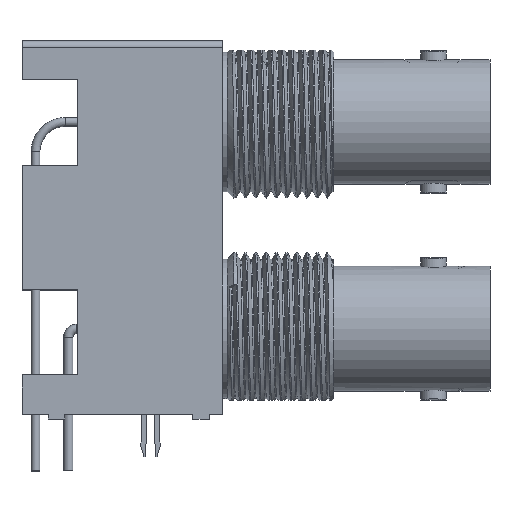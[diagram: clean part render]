
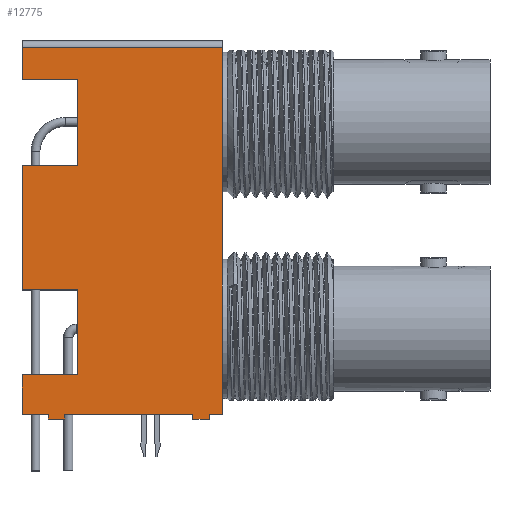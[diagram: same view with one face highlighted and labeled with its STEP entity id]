
A CAD part, top view. The second image highlights one B-rep face of the part: STEP entity #12775.
In plain terms, the highlighted planar face has unit normal (0, 0, 1).
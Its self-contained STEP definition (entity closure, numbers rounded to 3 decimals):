
#5=DIRECTION('',(0.,-1.,0.));
#6=VECTOR('',#5,3.048);
#7=CARTESIAN_POINT('',(0.,-11.392,7.2));
#8=LINE('',#7,#6);
#29=DIRECTION('',(1.,0.,0.));
#30=VECTOR('',#29,2.032);
#31=CARTESIAN_POINT('',(0.,-14.44,7.2));
#32=LINE('',#31,#30);
#45=DIRECTION('',(1.,0.,0.));
#46=VECTOR('',#45,9.912);
#47=CARTESIAN_POINT('',(3.302,-14.44,7.2));
#48=LINE('',#47,#46);
#61=DIRECTION('',(1.,0.,0.));
#62=VECTOR('',#61,1.016);
#63=CARTESIAN_POINT('',(14.484,-14.44,7.2));
#64=LINE('',#63,#62);
#267=DIRECTION('',(0.,-1.,0.));
#268=VECTOR('',#267,28.372);
#269=CARTESIAN_POINT('',(15.5,13.932,7.2));
#270=LINE('',#269,#268);
#295=DIRECTION('',(0.,-1.,0.));
#296=VECTOR('',#295,0.371);
#297=CARTESIAN_POINT('',(14.484,-14.44,7.2));
#298=LINE('',#297,#296);
#299=DIRECTION('',(0.,-1.,0.));
#300=VECTOR('',#299,0.371);
#301=CARTESIAN_POINT('',(3.302,-14.44,7.2));
#302=LINE('',#301,#300);
#303=DIRECTION('',(1.,0.,0.));
#304=VECTOR('',#303,4.318);
#305=CARTESIAN_POINT('',(0.,-11.392,7.2));
#306=LINE('',#305,#304);
#307=DIRECTION('',(0.,1.,0.));
#308=VECTOR('',#307,6.579);
#309=CARTESIAN_POINT('',(4.318,-11.392,7.2));
#310=LINE('',#309,#308);
#311=DIRECTION('',(1.,0.,0.));
#312=VECTOR('',#311,4.318);
#313=CARTESIAN_POINT('',(0.,-4.813,7.2));
#314=LINE('',#313,#312);
#315=DIRECTION('',(1.,0.,0.));
#316=VECTOR('',#315,4.318);
#317=CARTESIAN_POINT('',(0.,4.813,7.2));
#318=LINE('',#317,#316);
#319=DIRECTION('',(0.,1.,0.));
#320=VECTOR('',#319,6.629);
#321=CARTESIAN_POINT('',(4.318,4.813,7.2));
#322=LINE('',#321,#320);
#323=DIRECTION('',(1.,0.,0.));
#324=VECTOR('',#323,4.318);
#325=CARTESIAN_POINT('',(0.,11.443,7.2));
#326=LINE('',#325,#324);
#327=DIRECTION('',(1.,0.,0.));
#328=VECTOR('',#327,15.5);
#329=CARTESIAN_POINT('',(0.,13.932,7.2));
#330=LINE('',#329,#328);
#349=DIRECTION('',(0.,-1.,0.));
#350=VECTOR('',#349,2.489);
#351=CARTESIAN_POINT('',(0.,13.932,7.2));
#352=LINE('',#351,#350);
#417=DIRECTION('',(0.,-1.,0.));
#418=VECTOR('',#417,9.627);
#419=CARTESIAN_POINT('',(0.,4.813,7.2));
#420=LINE('',#419,#418);
#1079=DIRECTION('',(0.,-1.,0.));
#1080=VECTOR('',#1079,0.371);
#1081=CARTESIAN_POINT('',(13.214,-14.44,7.2));
#1082=LINE('',#1081,#1080);
#1083=DIRECTION('',(-1.,0.,0.));
#1084=VECTOR('',#1083,1.27);
#1085=CARTESIAN_POINT('',(14.484,-14.811,7.2));
#1086=LINE('',#1085,#1084);
#1107=DIRECTION('',(0.,-1.,0.));
#1108=VECTOR('',#1107,0.371);
#1109=CARTESIAN_POINT('',(2.032,-14.44,7.2));
#1110=LINE('',#1109,#1108);
#1111=DIRECTION('',(-1.,0.,0.));
#1112=VECTOR('',#1111,1.27);
#1113=CARTESIAN_POINT('',(3.302,-14.811,7.2));
#1114=LINE('',#1113,#1112);
#11541=CARTESIAN_POINT('',(15.5,-14.44,7.2));
#11543=VERTEX_POINT('',#11541);
#11553=CARTESIAN_POINT('',(4.318,-11.392,7.2));
#11554=CARTESIAN_POINT('',(4.318,-4.813,7.2));
#11555=VERTEX_POINT('',#11553);
#11556=VERTEX_POINT('',#11554);
#11557=CARTESIAN_POINT('',(4.318,4.813,7.2));
#11558=CARTESIAN_POINT('',(4.318,11.443,7.2));
#11559=VERTEX_POINT('',#11557);
#11560=VERTEX_POINT('',#11558);
#11561=CARTESIAN_POINT('',(0.,4.813,7.2));
#11562=VERTEX_POINT('',#11561);
#11563=CARTESIAN_POINT('',(0.,11.443,7.2));
#11564=VERTEX_POINT('',#11563);
#11565=CARTESIAN_POINT('',(0.,-11.392,7.2));
#11566=VERTEX_POINT('',#11565);
#11567=CARTESIAN_POINT('',(0.,-4.813,7.2));
#11568=VERTEX_POINT('',#11567);
#11665=CARTESIAN_POINT('',(14.484,-14.811,7.2));
#11666=CARTESIAN_POINT('',(13.214,-14.811,7.2));
#11667=VERTEX_POINT('',#11665);
#11668=VERTEX_POINT('',#11666);
#11673=CARTESIAN_POINT('',(3.302,-14.811,7.2));
#11674=CARTESIAN_POINT('',(2.032,-14.811,7.2));
#11675=VERTEX_POINT('',#11673);
#11676=VERTEX_POINT('',#11674);
#11697=CARTESIAN_POINT('',(13.214,-14.44,7.2));
#11699=VERTEX_POINT('',#11697);
#11703=CARTESIAN_POINT('',(14.484,-14.44,7.2));
#11704=VERTEX_POINT('',#11703);
#11705=CARTESIAN_POINT('',(2.032,-14.44,7.2));
#11707=VERTEX_POINT('',#11705);
#11711=CARTESIAN_POINT('',(3.302,-14.44,7.2));
#11712=VERTEX_POINT('',#11711);
#11721=CARTESIAN_POINT('',(0.,-14.44,7.2));
#11722=VERTEX_POINT('',#11721);
#11725=CARTESIAN_POINT('',(0.,13.932,7.2));
#11726=CARTESIAN_POINT('',(15.5,13.932,7.2));
#11727=VERTEX_POINT('',#11725);
#11728=VERTEX_POINT('',#11726);
#12733=CARTESIAN_POINT('',(0.,14.44,7.2));
#12734=DIRECTION('',(0.,0.,1.));
#12735=DIRECTION('',(0.,-1.,0.));
#12736=AXIS2_PLACEMENT_3D('',#12733,#12734,#12735);
#12737=PLANE('',#12736);
#12739=ORIENTED_EDGE('',*,*,#12738,.T.);
#12740=ORIENTED_EDGE('',*,*,#12713,.T.);
#12741=ORIENTED_EDGE('',*,*,#12531,.F.);
#12743=ORIENTED_EDGE('',*,*,#12742,.T.);
#12745=ORIENTED_EDGE('',*,*,#12744,.T.);
#12747=ORIENTED_EDGE('',*,*,#12746,.F.);
#12748=ORIENTED_EDGE('',*,*,#12523,.F.);
#12750=ORIENTED_EDGE('',*,*,#12749,.T.);
#12752=ORIENTED_EDGE('',*,*,#12751,.T.);
#12754=ORIENTED_EDGE('',*,*,#12753,.F.);
#12755=ORIENTED_EDGE('',*,*,#12515,.F.);
#12756=ORIENTED_EDGE('',*,*,#12478,.F.);
#12758=ORIENTED_EDGE('',*,*,#12757,.T.);
#12760=ORIENTED_EDGE('',*,*,#12759,.T.);
#12762=ORIENTED_EDGE('',*,*,#12761,.F.);
#12764=ORIENTED_EDGE('',*,*,#12763,.F.);
#12766=ORIENTED_EDGE('',*,*,#12765,.T.);
#12768=ORIENTED_EDGE('',*,*,#12767,.T.);
#12770=ORIENTED_EDGE('',*,*,#12769,.F.);
#12772=ORIENTED_EDGE('',*,*,#12771,.F.);
#12773=EDGE_LOOP('',(#12739,#12740,#12741,#12743,#12745,#12747,#12748,#12750,
#12752,#12754,#12755,#12756,#12758,#12760,#12762,#12764,#12766,#12768,#12770,
#12772));
#12774=FACE_OUTER_BOUND('',#12773,.F.);
#12775=ADVANCED_FACE('',(#12774),#12737,.T.);
#12478=EDGE_CURVE('',#11566,#11722,#8,.T.);
#12515=EDGE_CURVE('',#11722,#11707,#32,.T.);
#12523=EDGE_CURVE('',#11712,#11699,#48,.T.);
#12531=EDGE_CURVE('',#11704,#11543,#64,.T.);
#12713=EDGE_CURVE('',#11728,#11543,#270,.T.);
#12738=EDGE_CURVE('',#11727,#11728,#330,.T.);
#12742=EDGE_CURVE('',#11704,#11667,#298,.T.);
#12744=EDGE_CURVE('',#11667,#11668,#1086,.T.);
#12746=EDGE_CURVE('',#11699,#11668,#1082,.T.);
#12749=EDGE_CURVE('',#11712,#11675,#302,.T.);
#12751=EDGE_CURVE('',#11675,#11676,#1114,.T.);
#12753=EDGE_CURVE('',#11707,#11676,#1110,.T.);
#12757=EDGE_CURVE('',#11566,#11555,#306,.T.);
#12759=EDGE_CURVE('',#11555,#11556,#310,.T.);
#12761=EDGE_CURVE('',#11568,#11556,#314,.T.);
#12763=EDGE_CURVE('',#11562,#11568,#420,.T.);
#12765=EDGE_CURVE('',#11562,#11559,#318,.T.);
#12767=EDGE_CURVE('',#11559,#11560,#322,.T.);
#12769=EDGE_CURVE('',#11564,#11560,#326,.T.);
#12771=EDGE_CURVE('',#11727,#11564,#352,.T.);
